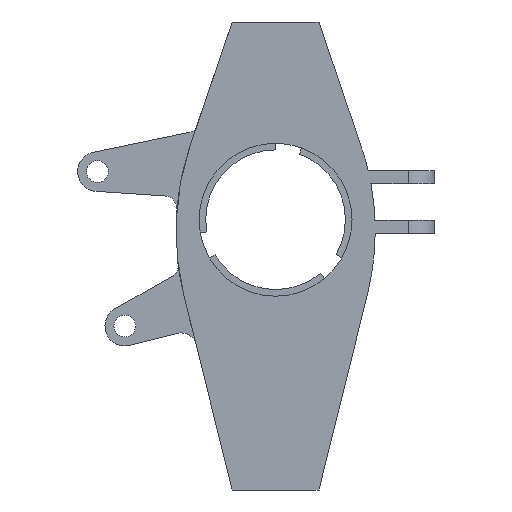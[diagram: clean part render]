
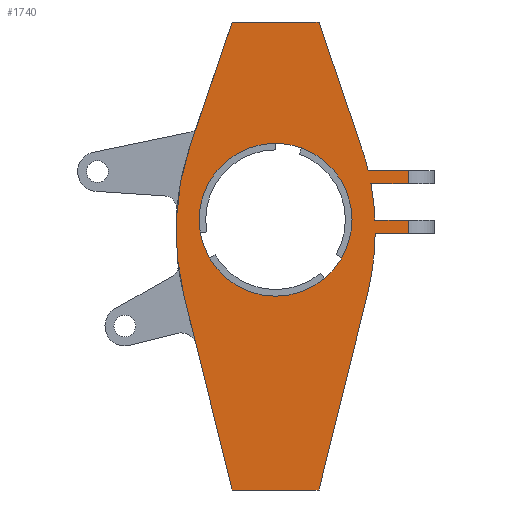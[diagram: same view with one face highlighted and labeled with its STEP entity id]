
A CAD part, front view. The second image highlights one B-rep face of the part: STEP entity #1740.
In plain terms, the highlighted planar face has unit normal (0, -1, 0).
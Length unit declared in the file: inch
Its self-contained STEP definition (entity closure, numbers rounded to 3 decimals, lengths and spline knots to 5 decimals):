
#10 = DIRECTION ( 'NONE',  ( 0., 1., 0. ) ) ;
#31 = DIRECTION ( 'NONE',  ( 0.321, 0., 0.947 ) ) ;
#82 = LINE ( 'NONE', #1515, #3503 ) ;
#84 = VERTEX_POINT ( 'NONE', #1659 ) ;
#94 = DIRECTION ( 'NONE',  ( 0., 0., 1. ) ) ;
#95 = DIRECTION ( 'NONE',  ( 0., 0., -1. ) ) ;
#109 = VERTEX_POINT ( 'NONE', #1244 ) ;
#119 = CARTESIAN_POINT ( 'NONE',  ( -2.48894, -1., -0.17418 ) ) ;
#161 = DIRECTION ( 'NONE',  ( -1., 0., 0. ) ) ;
#184 = VERTEX_POINT ( 'NONE', #3528 ) ;
#191 = CARTESIAN_POINT ( 'NONE',  ( -2.48894, -1., -0.17418 ) ) ;
#194 = VECTOR ( 'NONE', #221, 39.37008 ) ;
#201 = CIRCLE ( 'NONE', #2724, 4. ) ;
#221 = DIRECTION ( 'NONE',  ( 1., 0., 0. ) ) ;
#286 = CIRCLE ( 'NONE', #3126, 4. ) ;
#336 = VERTEX_POINT ( 'NONE', #4490 ) ;
#361 = VERTEX_POINT ( 'NONE', #3836 ) ;
#362 = DIRECTION ( 'NONE',  ( 0.24, 0., -0.971 ) ) ;
#395 = CARTESIAN_POINT ( 'NONE',  ( -2.48894, -1., -0.17418 ) ) ;
#466 = VERTEX_POINT ( 'NONE', #4740 ) ;
#477 = AXIS2_PLACEMENT_3D ( 'NONE', #850, #899, #2369 ) ;
#513 = DIRECTION ( 'NONE',  ( 0., 1., 0. ) ) ;
#544 = EDGE_CURVE ( 'NONE', #1837, #361, #3198, .T. ) ;
#647 = ORIENTED_EDGE ( 'NONE', *, *, #3405, .T. ) ;
#698 = VERTEX_POINT ( 'NONE', #931 ) ;
#712 = DIRECTION ( 'NONE',  ( 0., 0., 1. ) ) ;
#716 = EDGE_LOOP ( 'NONE', ( #1882, #647 ) ) ;
#752 = CARTESIAN_POINT ( 'NONE',  ( 2.01095, -1., 3. ) ) ;
#784 = ORIENTED_EDGE ( 'NONE', *, *, #3412, .F. ) ;
#786 = LINE ( 'NONE', #1566, #2378 ) ;
#850 = CARTESIAN_POINT ( 'NONE',  ( 0., -1., 0. ) ) ;
#899 = DIRECTION ( 'NONE',  ( 0., -1., 0. ) ) ;
#923 = LINE ( 'NONE', #2415, #3351 ) ;
#931 = CARTESIAN_POINT ( 'NONE',  ( 1.40379, -1., 0.74594 ) ) ;
#1001 = ORIENTED_EDGE ( 'NONE', *, *, #2596, .F. ) ;
#1012 = EDGE_CURVE ( 'NONE', #3028, #1701, #1706, .T. ) ;
#1043 = CARTESIAN_POINT ( 'NONE',  ( 1.50286, -1., 0.5088 ) ) ;
#1130 = CARTESIAN_POINT ( 'NONE',  ( 1.4457, -1., 0.54594 ) ) ;
#1234 = EDGE_CURVE ( 'NONE', #3058, #2000, #786, .T. ) ;
#1244 = CARTESIAN_POINT ( 'NONE',  ( 0., -1., 1.16 ) ) ;
#1344 = VECTOR ( 'NONE', #362, 39.37008 ) ;
#1374 = VECTOR ( 'NONE', #3642, 39.37008 ) ;
#1483 = DIRECTION ( 'NONE',  ( 0., 0., 1. ) ) ;
#1515 = CARTESIAN_POINT ( 'NONE',  ( 1.57826, -1., -0.39097 ) ) ;
#1529 = LINE ( 'NONE', #3763, #3738 ) ;
#1536 = ORIENTED_EDGE ( 'NONE', *, *, #2984, .F. ) ;
#1566 = CARTESIAN_POINT ( 'NONE',  ( 0., -1., -0.00406 ) ) ;
#1567 = CARTESIAN_POINT ( 'NONE',  ( 0., -1., 0.54594 ) ) ;
#1608 = EDGE_CURVE ( 'NONE', #2431, #3058, #1894, .T. ) ;
#1659 = CARTESIAN_POINT ( 'NONE',  ( -0.65945, -1., 3. ) ) ;
#1669 = DIRECTION ( 'NONE',  ( 0., 0., 1. ) ) ;
#1681 = VERTEX_POINT ( 'NONE', #3426 ) ;
#1695 = DIRECTION ( 'NONE',  ( 0., 0., -1. ) ) ;
#1701 = VERTEX_POINT ( 'NONE', #2065 ) ;
#1706 = LINE ( 'NONE', #2745, #2458 ) ;
#1740 = ADVANCED_FACE ( 'NONE', ( #4286, #2757 ), #4670, .T. ) ;
#1765 = VECTOR ( 'NONE', #31, 39.37008 ) ;
#1813 = CARTESIAN_POINT ( 'NONE',  ( 0., -1., 0.74594 ) ) ;
#1837 = VERTEX_POINT ( 'NONE', #2085 ) ;
#1868 = EDGE_CURVE ( 'NONE', #1681, #109, #3967, .T. ) ;
#1882 = ORIENTED_EDGE ( 'NONE', *, *, #1868, .T. ) ;
#1894 = CIRCLE ( 'NONE', #4640, 4. ) ;
#1900 = ORIENTED_EDGE ( 'NONE', *, *, #1608, .F. ) ;
#1901 = EDGE_CURVE ( 'NONE', #1964, #698, #2849, .T. ) ;
#1964 = VERTEX_POINT ( 'NONE', #4377 ) ;
#1965 = DIRECTION ( 'NONE',  ( 0., 1., 0. ) ) ;
#2000 = VERTEX_POINT ( 'NONE', #2655 ) ;
#2020 = EDGE_CURVE ( 'NONE', #2323, #84, #1529, .T. ) ;
#2065 = CARTESIAN_POINT ( 'NONE',  ( 1.51095, -1., -0.20406 ) ) ;
#2085 = CARTESIAN_POINT ( 'NONE',  ( -1.3937, -1., -1.136 ) ) ;
#2269 = ORIENTED_EDGE ( 'NONE', *, *, #3080, .T. ) ;
#2293 = ORIENTED_EDGE ( 'NONE', *, *, #1901, .T. ) ;
#2319 = DIRECTION ( 'NONE',  ( -1., 0., 0. ) ) ;
#2323 = VERTEX_POINT ( 'NONE', #3728 ) ;
#2331 = DIRECTION ( 'NONE',  ( -0.24, 0., -0.971 ) ) ;
#2345 = CARTESIAN_POINT ( 'NONE',  ( 0., -1., 0. ) ) ;
#2369 = DIRECTION ( 'NONE',  ( 0., 0., 1. ) ) ;
#2378 = VECTOR ( 'NONE', #4202, 39.37008 ) ;
#2396 = LINE ( 'NONE', #4704, #2717 ) ;
#2397 = AXIS2_PLACEMENT_3D ( 'NONE', #2531, #3597, #4402 ) ;
#2406 = ORIENTED_EDGE ( 'NONE', *, *, #1234, .F. ) ;
#2410 = CIRCLE ( 'NONE', #2562, 1.16 ) ;
#2415 = CARTESIAN_POINT ( 'NONE',  ( 2.01095, -1., 3. ) ) ;
#2418 = EDGE_CURVE ( 'NONE', #336, #466, #82, .T. ) ;
#2429 = DIRECTION ( 'NONE',  ( 0., 1., 0. ) ) ;
#2431 = VERTEX_POINT ( 'NONE', #1130 ) ;
#2458 = VECTOR ( 'NONE', #161, 39.37008 ) ;
#2498 = ORIENTED_EDGE ( 'NONE', *, *, #4372, .F. ) ;
#2501 = EDGE_CURVE ( 'NONE', #3760, #84, #3777, .T. ) ;
#2507 = EDGE_CURVE ( 'NONE', #2431, #184, #3036, .T. ) ;
#2531 = CARTESIAN_POINT ( 'NONE',  ( 0., -1., 0. ) ) ;
#2562 = AXIS2_PLACEMENT_3D ( 'NONE', #2345, #2429, #94 ) ;
#2592 = CARTESIAN_POINT ( 'NONE',  ( 2.48894, -1., -0.17418 ) ) ;
#2596 = EDGE_CURVE ( 'NONE', #466, #361, #2396, .T. ) ;
#2655 = CARTESIAN_POINT ( 'NONE',  ( 2.01095, -1., -0.00406 ) ) ;
#2717 = VECTOR ( 'NONE', #4271, 39.37008 ) ;
#2724 = AXIS2_PLACEMENT_3D ( 'NONE', #119, #1965, #1669 ) ;
#2745 = CARTESIAN_POINT ( 'NONE',  ( 0., -1., -0.20406 ) ) ;
#2757 = FACE_OUTER_BOUND ( 'NONE', #4086, .T. ) ;
#2805 = CARTESIAN_POINT ( 'NONE',  ( 1.50744, -1., -0.00406 ) ) ;
#2830 = CARTESIAN_POINT ( 'NONE',  ( 2.01095, -1., -0.20406 ) ) ;
#2849 = LINE ( 'NONE', #1813, #4514 ) ;
#2850 = LINE ( 'NONE', #1043, #1374 ) ;
#2870 = VERTEX_POINT ( 'NONE', #3453 ) ;
#2949 = EDGE_CURVE ( 'NONE', #1701, #336, #3820, .T. ) ;
#2984 = EDGE_CURVE ( 'NONE', #2000, #3028, #923, .T. ) ;
#2996 = ORIENTED_EDGE ( 'NONE', *, *, #4070, .F. ) ;
#3028 = VERTEX_POINT ( 'NONE', #2830 ) ;
#3036 = LINE ( 'NONE', #1567, #194 ) ;
#3058 = VERTEX_POINT ( 'NONE', #2805 ) ;
#3080 = EDGE_CURVE ( 'NONE', #2870, #2323, #2850, .T. ) ;
#3126 = AXIS2_PLACEMENT_3D ( 'NONE', #2592, #10, #712 ) ;
#3198 = LINE ( 'NONE', #4696, #1344 ) ;
#3351 = VECTOR ( 'NONE', #1695, 39.37008 ) ;
#3405 = EDGE_CURVE ( 'NONE', #109, #1681, #2410, .T. ) ;
#3412 = EDGE_CURVE ( 'NONE', #2870, #698, #201, .T. ) ;
#3416 = ORIENTED_EDGE ( 'NONE', *, *, #1012, .F. ) ;
#3426 = CARTESIAN_POINT ( 'NONE',  ( 0., -1., -1.16 ) ) ;
#3453 = CARTESIAN_POINT ( 'NONE',  ( 1.29982, -1., 1.10853 ) ) ;
#3503 = VECTOR ( 'NONE', #2331, 39.37008 ) ;
#3528 = CARTESIAN_POINT ( 'NONE',  ( 2.01095, -1., 0.54594 ) ) ;
#3597 = DIRECTION ( 'NONE',  ( 0., 1., 0. ) ) ;
#3642 = DIRECTION ( 'NONE',  ( -0.321, 0., 0.947 ) ) ;
#3728 = CARTESIAN_POINT ( 'NONE',  ( 0.65945, -1., 3. ) ) ;
#3738 = VECTOR ( 'NONE', #2319, 39.37008 ) ;
#3760 = VERTEX_POINT ( 'NONE', #4296 ) ;
#3763 = CARTESIAN_POINT ( 'NONE',  ( 0., -1., 3. ) ) ;
#3777 = LINE ( 'NONE', #3802, #1765 ) ;
#3802 = CARTESIAN_POINT ( 'NONE',  ( -1.50286, -1., 0.5088 ) ) ;
#3820 = CIRCLE ( 'NONE', #4525, 4. ) ;
#3836 = CARTESIAN_POINT ( 'NONE',  ( -0.65945, -1., -4.1 ) ) ;
#3913 = ORIENTED_EDGE ( 'NONE', *, *, #2501, .F. ) ;
#3967 = CIRCLE ( 'NONE', #2397, 1.16 ) ;
#4070 = EDGE_CURVE ( 'NONE', #1837, #3760, #286, .T. ) ;
#4086 = EDGE_LOOP ( 'NONE', ( #2293, #784, #2269, #4205, #3913, #2996, #4494, #1001, #4180, #4192, #3416, #1536, #2406, #1900, #4547, #2498 ) ) ;
#4119 = DIRECTION ( 'NONE',  ( 0., 1., 0. ) ) ;
#4180 = ORIENTED_EDGE ( 'NONE', *, *, #2418, .F. ) ;
#4192 = ORIENTED_EDGE ( 'NONE', *, *, #2949, .F. ) ;
#4202 = DIRECTION ( 'NONE',  ( 1., 0., 0. ) ) ;
#4205 = ORIENTED_EDGE ( 'NONE', *, *, #2020, .T. ) ;
#4271 = DIRECTION ( 'NONE',  ( -1., 0., 0. ) ) ;
#4286 = FACE_BOUND ( 'NONE', #716, .T. ) ;
#4287 = DIRECTION ( 'NONE',  ( 0., 0., 1. ) ) ;
#4296 = CARTESIAN_POINT ( 'NONE',  ( -1.29982, -1., 1.10853 ) ) ;
#4372 = EDGE_CURVE ( 'NONE', #1964, #184, #4575, .T. ) ;
#4377 = CARTESIAN_POINT ( 'NONE',  ( 2.01095, -1., 0.74594 ) ) ;
#4402 = DIRECTION ( 'NONE',  ( 0., 0., 1. ) ) ;
#4490 = CARTESIAN_POINT ( 'NONE',  ( 1.3937, -1., -1.136 ) ) ;
#4494 = ORIENTED_EDGE ( 'NONE', *, *, #544, .T. ) ;
#4514 = VECTOR ( 'NONE', #4822, 39.37008 ) ;
#4525 = AXIS2_PLACEMENT_3D ( 'NONE', #191, #513, #4287 ) ;
#4547 = ORIENTED_EDGE ( 'NONE', *, *, #2507, .T. ) ;
#4575 = LINE ( 'NONE', #752, #4775 ) ;
#4640 = AXIS2_PLACEMENT_3D ( 'NONE', #395, #4119, #1483 ) ;
#4670 = PLANE ( 'NONE',  #477 ) ;
#4696 = CARTESIAN_POINT ( 'NONE',  ( -1.57826, -1., -0.39097 ) ) ;
#4704 = CARTESIAN_POINT ( 'NONE',  ( 0., -1., -4.1 ) ) ;
#4740 = CARTESIAN_POINT ( 'NONE',  ( 0.65945, -1., -4.1 ) ) ;
#4775 = VECTOR ( 'NONE', #95, 39.37008 ) ;
#4822 = DIRECTION ( 'NONE',  ( -1., 0., 0. ) ) ;
